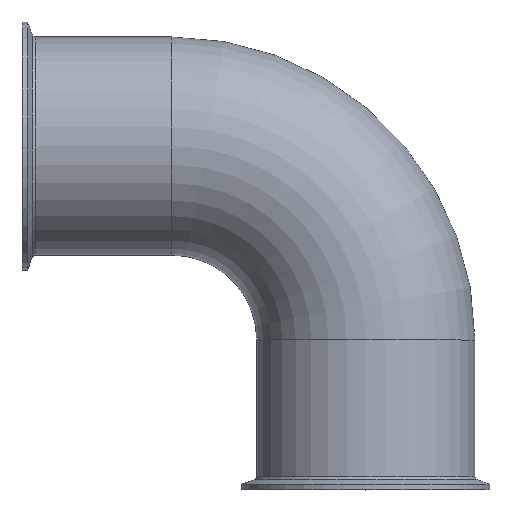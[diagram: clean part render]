
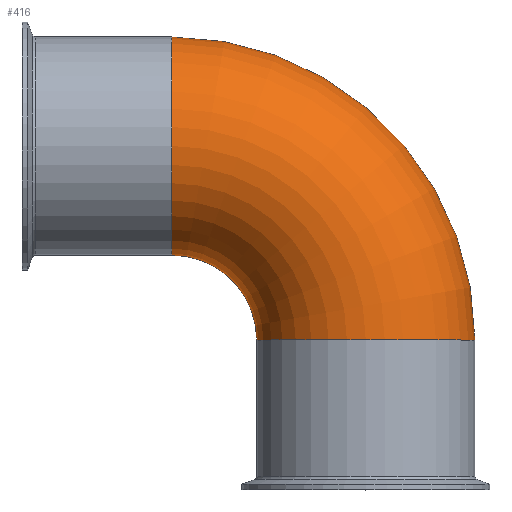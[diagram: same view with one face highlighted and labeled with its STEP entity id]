
A CAD part, top view. The second image highlights one B-rep face of the part: STEP entity #416.
In plain terms, the highlighted toroidal (fillet/blend) face has major radius 101.6 mm and minor radius 57.15 mm.
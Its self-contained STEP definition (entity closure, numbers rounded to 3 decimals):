
#84=FACE_OUTER_BOUND('',#114,.T.);
#114=EDGE_LOOP('',(#375,#376,#377,#378,#379,#380));
#121=CIRCLE('',#446,57.15);
#122=CIRCLE('',#447,57.15);
#143=CIRCLE('',#479,57.15);
#144=CIRCLE('',#480,57.15);
#162=CIRCLE('',#510,44.45);
#168=VERTEX_POINT('',#689);
#169=VERTEX_POINT('',#691);
#186=VERTEX_POINT('',#745);
#187=VERTEX_POINT('',#746);
#209=EDGE_CURVE('',#168,#169,#121,.T.);
#210=EDGE_CURVE('',#169,#168,#122,.T.);
#235=EDGE_CURVE('',#186,#187,#143,.T.);
#236=EDGE_CURVE('',#187,#186,#144,.T.);
#260=EDGE_CURVE('',#169,#186,#162,.T.);
#375=ORIENTED_EDGE('',*,*,#210,.F.);
#376=ORIENTED_EDGE('',*,*,#260,.T.);
#377=ORIENTED_EDGE('',*,*,#235,.T.);
#378=ORIENTED_EDGE('',*,*,#236,.T.);
#379=ORIENTED_EDGE('',*,*,#260,.F.);
#380=ORIENTED_EDGE('',*,*,#209,.F.);
#390=TOROIDAL_SURFACE('',#509,101.6,57.15);
#416=ADVANCED_FACE('',(#84),#390,.T.);
#446=AXIS2_PLACEMENT_3D('',#692,#533,#534);
#447=AXIS2_PLACEMENT_3D('',#693,#535,#536);
#479=AXIS2_PLACEMENT_3D('',#747,#603,#604);
#480=AXIS2_PLACEMENT_3D('',#748,#605,#606);
#509=AXIS2_PLACEMENT_3D('',#796,#669,#670);
#510=AXIS2_PLACEMENT_3D('',#797,#671,#672);
#533=DIRECTION('center_axis',(-1.,0.,0.));
#534=DIRECTION('ref_axis',(0.,-1.,0.));
#535=DIRECTION('center_axis',(-1.,0.,0.));
#536=DIRECTION('ref_axis',(0.,-1.,0.));
#603=DIRECTION('center_axis',(0.,1.,0.));
#604=DIRECTION('ref_axis',(-1.,0.,0.));
#605=DIRECTION('center_axis',(0.,1.,0.));
#606=DIRECTION('ref_axis',(-1.,0.,0.));
#669=DIRECTION('center_axis',(0.,0.,1.));
#670=DIRECTION('ref_axis',(1.,0.,0.));
#671=DIRECTION('center_axis',(0.,0.,-1.));
#672=DIRECTION('ref_axis',(1.,0.,0.));
#689=CARTESIAN_POINT('',(-101.6,57.15,0.));
#691=CARTESIAN_POINT('',(-101.6,-57.15,0.));
#692=CARTESIAN_POINT('Origin',(-101.6,0.,0.));
#693=CARTESIAN_POINT('Origin',(-101.6,0.,0.));
#745=CARTESIAN_POINT('',(-57.15,-101.6,0.));
#746=CARTESIAN_POINT('',(57.15,-101.6,0.));
#747=CARTESIAN_POINT('Origin',(0.,-101.6,0.));
#748=CARTESIAN_POINT('Origin',(0.,-101.6,0.));
#796=CARTESIAN_POINT('Origin',(-101.6,-101.6,0.));
#797=CARTESIAN_POINT('Origin',(-101.6,-101.6,0.));
